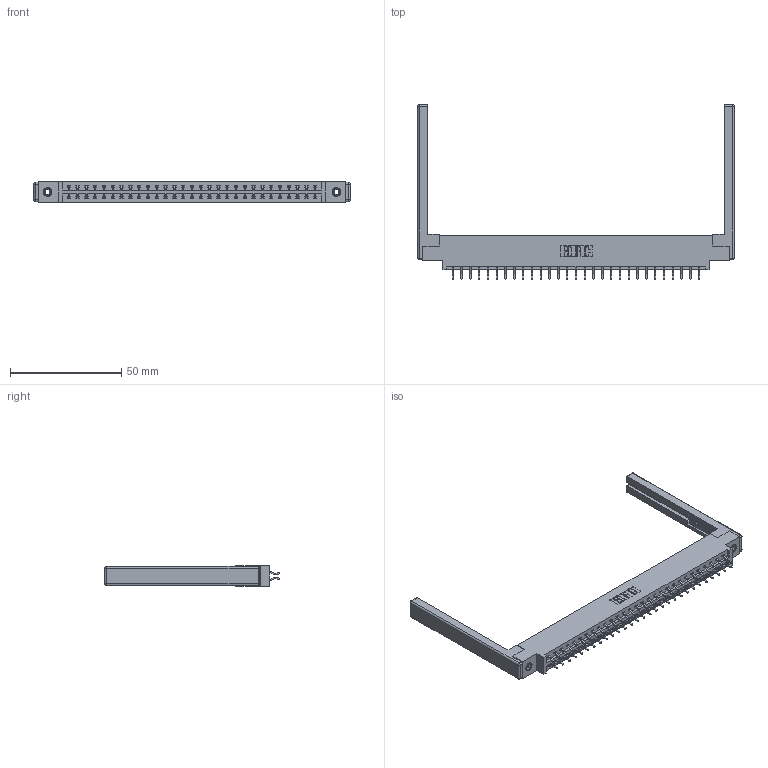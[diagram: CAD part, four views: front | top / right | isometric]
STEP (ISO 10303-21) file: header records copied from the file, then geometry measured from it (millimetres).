
FILE_DESCRIPTION (( 'STEP AP203' ), '1' );
FILE_NAME ('387-058-556-868.STEP', '2019-10-19T10:03:57', ( '' ), ( '' ), 'SwSTEP 2.0', 'SolidWorks 2016', '' );
FILE_SCHEMA (( 'CONFIG_CONTROL_DESIGN' ));
Length unit declared in the file: inch
Products named in the file (5): 345-250-001_345-250-001-102; 337 Part_0.170 Offset - 0.156 Dia-TI; 307-220-068; 387-058-556-868; 345-292-001_556 Tail
Assembly tree (63 placements, depth 2):
  387-058-556-868
    337 Part_0.170 Offset - 0.156 Dia-TI
    345-292-001_556 Tail  x58
    345-250-001_345-250-001-102  x2
    307-220-068  x2
Bounding box: 142.34 x 78.63 x 9.4 mm (x, y, z)
Volume: 19093 mm3; surface area: 20582.4 mm2
Topology: 63 solids, 63 shells, 3752 faces, 11095 edges, 7298 vertices
Faces by surface type: plane 2598, cylinder 1130, cone 12, sphere 8, torus 4
Entity records: 27278 total; most frequent: CARTESIAN_POINT 4587, ORIENTED_EDGE 4500, DIRECTION 3984, EDGE_CURVE 2250, VECTOR 2064, LINE 2064, VERTEX_POINT 1490, AXIS2_PLACEMENT_3D 960
